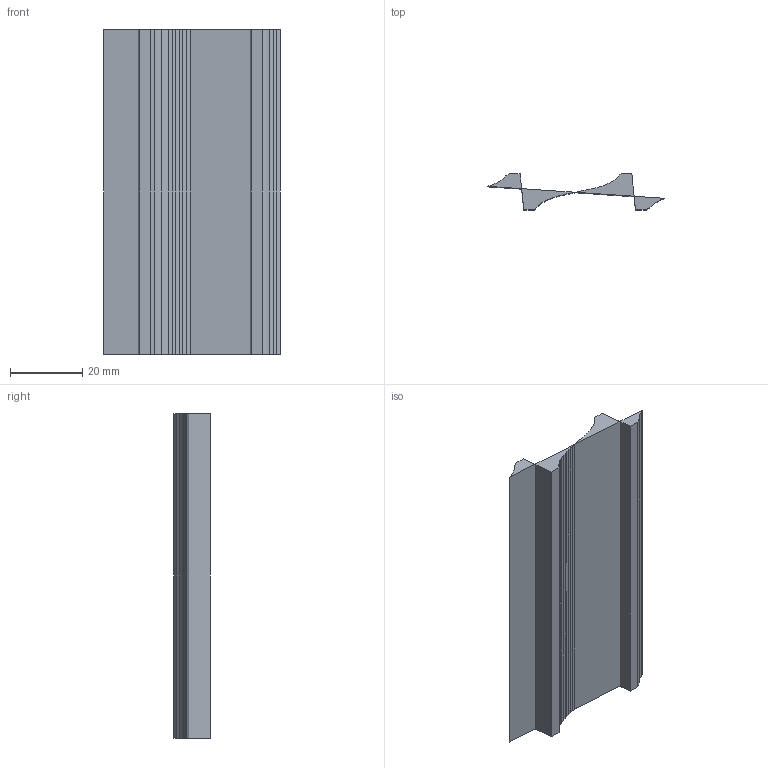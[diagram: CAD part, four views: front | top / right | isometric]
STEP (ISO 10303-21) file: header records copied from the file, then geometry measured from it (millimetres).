
FILE_DESCRIPTION(('Open CASCADE Model'),'2;1');
FILE_NAME('Open CASCADE Shape Model','2024-05-31T12:58:29',('Author'),( 'Open CASCADE'),'Open CASCADE STEP processor 7.7','Open CASCADE 7.7' ,'Unknown');
FILE_SCHEMA(('AUTOMOTIVE_DESIGN { 1 0 10303 214 1 1 1 1 }'));
Length unit declared in the file: millimetre
Products named in the file (1): Open CASCADE STEP translator 7.7 6
Bounding box: 49 x 10 x 90 mm (x, y, z)
Volume: 894.9 mm3; surface area: 11135.2 mm2
Topology: 1 solids, 1 shells, 49 faces, 135 edges, 88 vertices
Faces by surface type: plane 49
Entity records: 2986 total; most frequent: CARTESIAN_POINT 495, DIRECTION 457, LINE 369, VECTOR 369, ORIENTED_EDGE 246, PCURVE 246, DEFINITIONAL_REPRESENTATION 246, EDGE_CURVE 123
